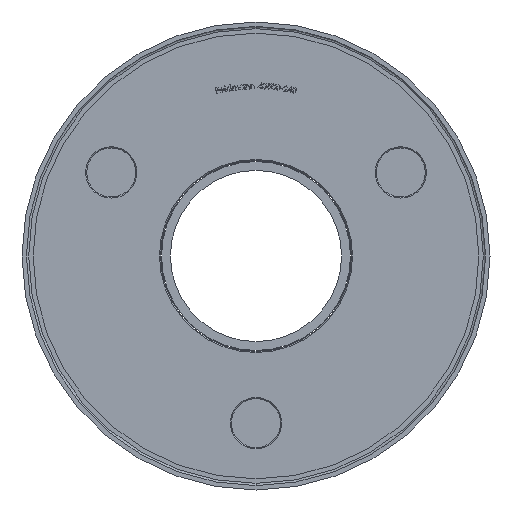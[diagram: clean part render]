
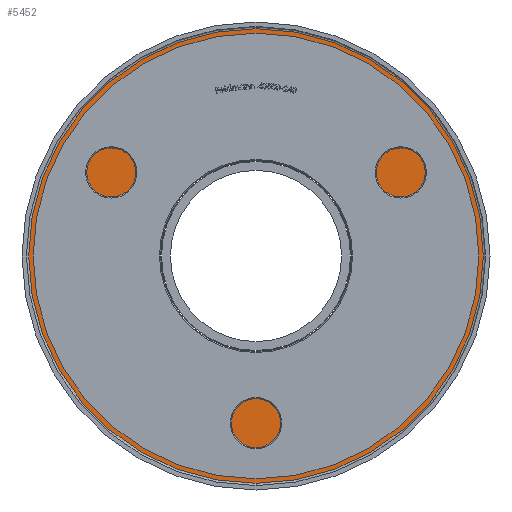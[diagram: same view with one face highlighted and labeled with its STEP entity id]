
A CAD part, front view. The second image highlights one B-rep face of the part: STEP entity #5452.
In plain terms, the highlighted planar face has unit normal (0, -1, 0).
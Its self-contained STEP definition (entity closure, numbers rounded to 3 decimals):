
#254 = EDGE_CURVE ( 'NONE', #3831, #1070, #10862, .T. ) ;
#461 = AXIS2_PLACEMENT_3D ( 'NONE', #663, #3087, #7748 ) ;
#467 = DIRECTION ( 'NONE',  ( 0., 0., 1. ) ) ;
#663 = CARTESIAN_POINT ( 'NONE',  ( 0., 24., 0. ) ) ;
#681 = PLANE ( 'NONE',  #14819 ) ;
#859 = CARTESIAN_POINT ( 'NONE',  ( 0., 24., 0. ) ) ;
#1012 = FACE_BOUND ( 'NONE', #4278, .T. ) ;
#1070 = VERTEX_POINT ( 'NONE', #12347 ) ;
#1272 = EDGE_LOOP ( 'NONE', ( #9474, #13865 ) ) ;
#1507 = CIRCLE ( 'NONE', #7687, 51. ) ;
#1708 = CARTESIAN_POINT ( 'NONE',  ( -51., 24., 0. ) ) ;
#1987 = DIRECTION ( 'NONE',  ( 0., -1., 0. ) ) ;
#2528 = CARTESIAN_POINT ( 'NONE',  ( 0., 24., -51. ) ) ;
#3087 = DIRECTION ( 'NONE',  ( 0., -1., 0. ) ) ;
#3318 = DIRECTION ( 'NONE',  ( 0., 0., -1. ) ) ;
#3831 = VERTEX_POINT ( 'NONE', #7085 ) ;
#4117 = EDGE_CURVE ( 'NONE', #12001, #10517, #6289, .T. ) ;
#4278 = EDGE_LOOP ( 'NONE', ( #12679, #12934 ) ) ;
#5172 = DIRECTION ( 'NONE',  ( 0., -1., 0. ) ) ;
#5452 = ADVANCED_FACE ( 'NONE', ( #1012, #9070 ), #681, .F. ) ;
#6289 = CIRCLE ( 'NONE', #13787, 51. ) ;
#6421 = CIRCLE ( 'NONE', #9121, 21.5 ) ;
#7085 = CARTESIAN_POINT ( 'NONE',  ( 0., 24., 21.5 ) ) ;
#7687 = AXIS2_PLACEMENT_3D ( 'NONE', #13867, #1987, #7828 ) ;
#7748 = DIRECTION ( 'NONE',  ( 0., 0., -1. ) ) ;
#7828 = DIRECTION ( 'NONE',  ( 0., 0., -1. ) ) ;
#8758 = CARTESIAN_POINT ( 'NONE',  ( 0., 24., 0. ) ) ;
#9070 = FACE_OUTER_BOUND ( 'NONE', #1272, .T. ) ;
#9121 = AXIS2_PLACEMENT_3D ( 'NONE', #859, #15299, #3318 ) ;
#9474 = ORIENTED_EDGE ( 'NONE', *, *, #4117, .T. ) ;
#9992 = EDGE_CURVE ( 'NONE', #10517, #12001, #1507, .T. ) ;
#10517 = VERTEX_POINT ( 'NONE', #11479 ) ;
#10862 = CIRCLE ( 'NONE', #461, 21.5 ) ;
#11410 = DIRECTION ( 'NONE',  ( 0., 1., 0. ) ) ;
#11479 = CARTESIAN_POINT ( 'NONE',  ( 0., 24., 51. ) ) ;
#12001 = VERTEX_POINT ( 'NONE', #2528 ) ;
#12347 = CARTESIAN_POINT ( 'NONE',  ( 0., 24., -21.5 ) ) ;
#12679 = ORIENTED_EDGE ( 'NONE', *, *, #15294, .F. ) ;
#12934 = ORIENTED_EDGE ( 'NONE', *, *, #254, .F. ) ;
#13592 = DIRECTION ( 'NONE',  ( 0., 0., -1. ) ) ;
#13787 = AXIS2_PLACEMENT_3D ( 'NONE', #8758, #5172, #13592 ) ;
#13865 = ORIENTED_EDGE ( 'NONE', *, *, #9992, .T. ) ;
#13867 = CARTESIAN_POINT ( 'NONE',  ( 0., 24., 0. ) ) ;
#14819 = AXIS2_PLACEMENT_3D ( 'NONE', #1708, #11410, #467 ) ;
#15294 = EDGE_CURVE ( 'NONE', #1070, #3831, #6421, .T. ) ;
#15299 = DIRECTION ( 'NONE',  ( 0., -1., 0. ) ) ;
